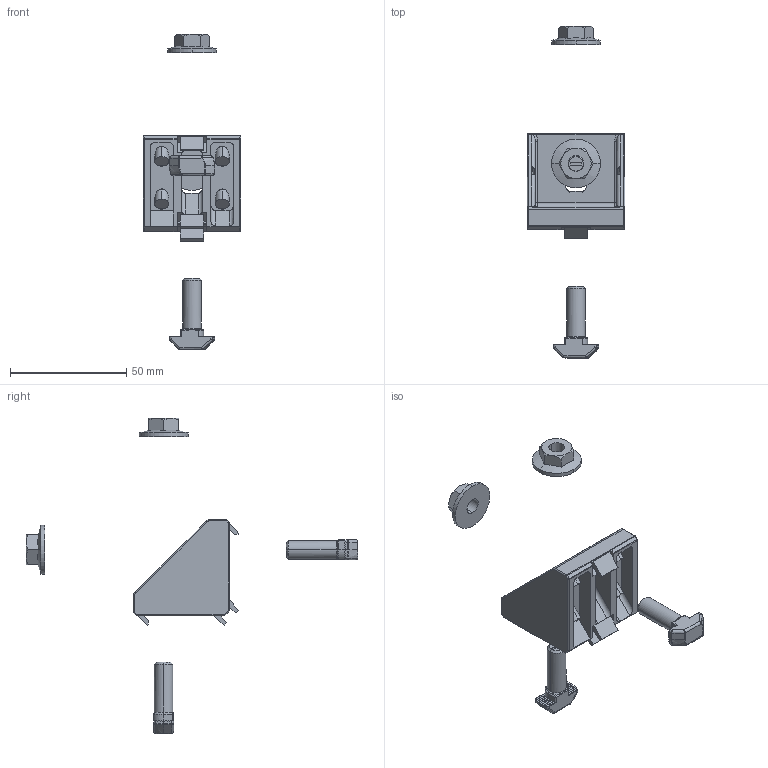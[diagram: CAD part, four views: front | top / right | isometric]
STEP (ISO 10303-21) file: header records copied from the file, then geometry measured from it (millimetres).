
FILE_DESCRIPTION (( 'STEP AP214' ), '1' );
FILE_NAME ('093w421n10s04.STEP', '2014-08-20T12:34:35', ( '' ), ( '' ), 'SwSTEP 2.0', 'SolidWorks 2014', '' );
FILE_SCHEMA (( 'AUTOMOTIVE_DESIGN' ));
Length unit declared in the file: millimetre
Products named in the file (4): 340me154_340me154; 096hk1030m0820_096 hk 10 30 m08 25; 093w421n10_093 w 421 n10; 093w421n10s04
Assembly tree (5 placements, depth 2):
  093w421n10s04
    093w421n10_093 w 421 n10
    096hk1030m0820_096 hk 10 30 m08 25  x2
    340me154_340me154  x2
Bounding box: 42 x 142.55 x 135.5 mm (x, y, z)
Volume: 27196.9 mm3; surface area: 18167.4 mm2
Topology: 5 solids, 5 shells, 532 faces, 1363 edges, 827 vertices
Faces by surface type: plane 219, cylinder 186, bspline 64, torus 31, cone 20, sphere 12
Entity records: 12451 total; most frequent: CARTESIAN_POINT 3771, ORIENTED_EDGE 1888, DIRECTION 1661, EDGE_CURVE 944, AXIS2_PLACEMENT_3D 589, VERTEX_POINT 585, VECTOR 483, LINE 483
